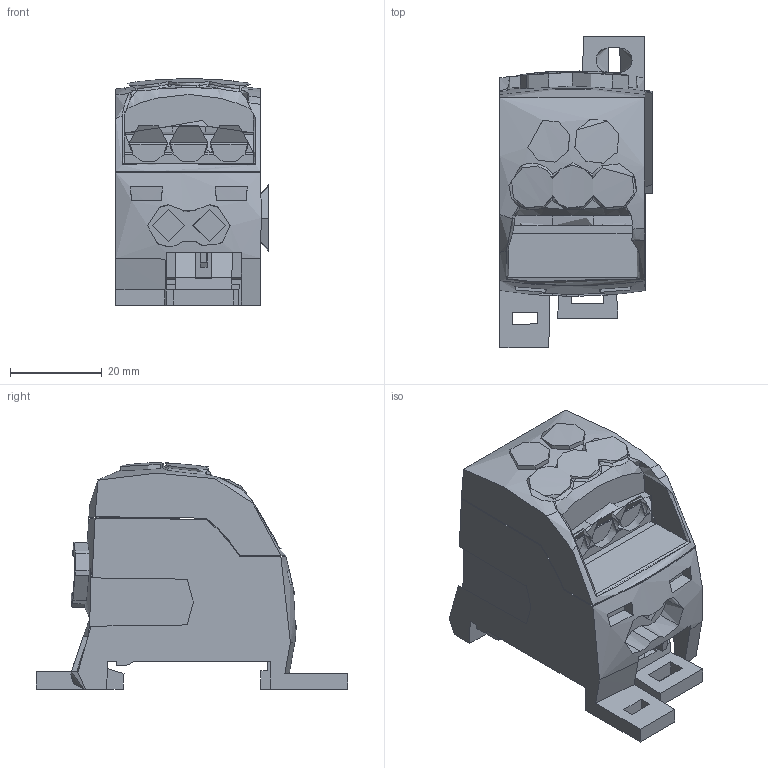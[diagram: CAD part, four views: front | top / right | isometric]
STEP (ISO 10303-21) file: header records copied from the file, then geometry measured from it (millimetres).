
FILE_DESCRIPTION(('CATIA V5 STEP Exchange','CAx-IF Rec.Pracs.--- Model Styling and Organization---1.4--- 2014-01-23'),'2;1');
FILE_NAME ('1215422-1_0', '2021-01-06T11:28:22+00:00', ('none'), ('Weidmueller'), 'CATIA Version 5-6 Release 2016 SP3 HF44', 'CATIA V5 STEP AP214', 'none');
FILE_SCHEMA(('AUTOMOTIVE_DESIGN { 1 0 10303 214 1 1 1 1 }'));
Length unit declared in the file: millimetre
Products named in the file (1): 2725260000
Bounding box: 33.21 x 68 x 49.36 mm (x, y, z)
Volume: 45456.8 mm3; surface area: 16835.2 mm2
Topology: 2 solids, 2 shells, 294 faces, 1003 edges, 719 vertices
Faces by surface type: plane 146, bspline 72, cone 53, cylinder 14, extrusion 5, revolution 4
Entity records: 23234 total; most frequent: CARTESIAN_POINT 15802, ORIENTED_EDGE 1996, EDGE_CURVE 998, DIRECTION 840, VERTEX_POINT 719, B_SPLINE_CURVE_WITH_KNOTS 575, VECTOR 388, LINE 383
